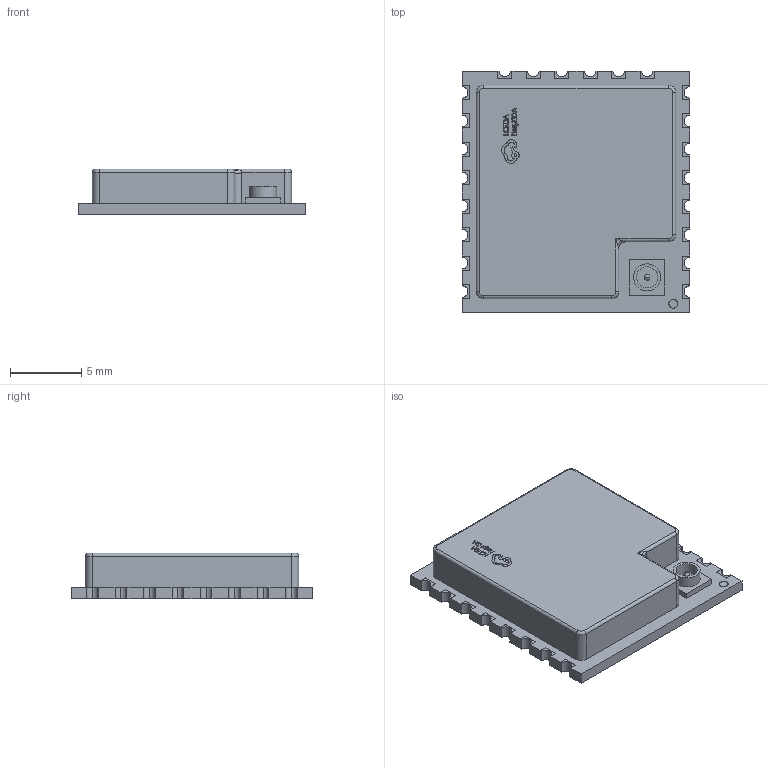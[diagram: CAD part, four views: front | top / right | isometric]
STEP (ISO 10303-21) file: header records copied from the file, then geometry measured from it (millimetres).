
FILE_DESCRIPTION (( 'STEP AP214' ), '1' );
FILE_NAME ('WIFIM-SMD_HI-07SL.step', '2022-07-15T04:58:33', ( '' ), ( '' ), 'SwSTEP 2.0', 'SolidWorks 2020', '' );
FILE_SCHEMA (( 'AUTOMOTIVE_DESIGN' ));
Length unit declared in the file: millimetre
Products named in the file (1): WIFIM-SMD_HI-07SL
Bounding box: 16 x 17 x 3.21 mm (x, y, z)
Volume: 681.5 mm3; surface area: 742.4 mm2
Topology: 14 solids, 14 shells, 568 faces, 1574 edges, 1044 vertices
Faces by surface type: plane 397, bspline 116, cylinder 48, torus 5, sphere 2
Entity records: 25568 total; most frequent: CARTESIAN_POINT 5535, ORIENTED_EDGE 3138, DIRECTION 2335, EDGE_CURVE 1569, LINE 1229, VECTOR 1229, VERTEX_POINT 1042, EDGE_LOOP 593
